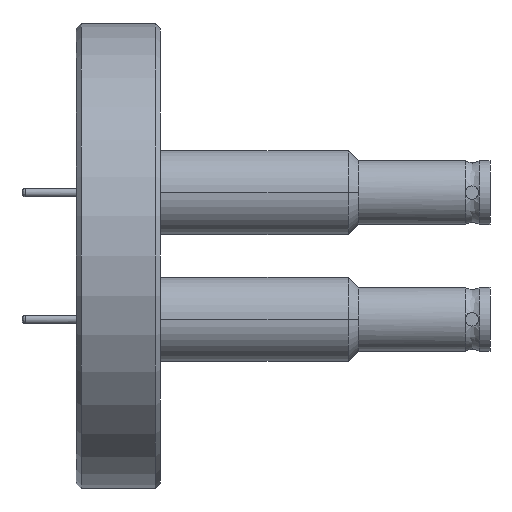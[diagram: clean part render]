
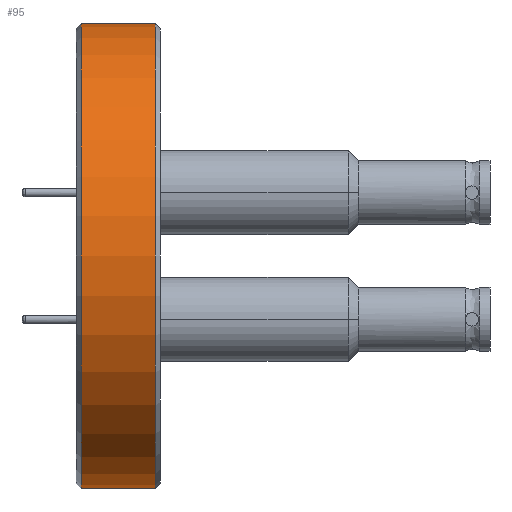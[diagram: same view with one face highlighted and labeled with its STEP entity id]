
A CAD part, left-side view. The second image highlights one B-rep face of the part: STEP entity #95.
In plain terms, the highlighted cylindrical face has radius 34.925 mm (diameter 69.85 mm), a partial arc.
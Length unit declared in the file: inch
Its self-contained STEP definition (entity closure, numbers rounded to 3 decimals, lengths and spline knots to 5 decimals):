
#95 = ADVANCED_FACE ( 'NONE', ( #384 ), #382, .T. ) ;
#381 = DIRECTION ( 'NONE',  ( 0., 0., 1. ) ) ;
#382 = CYLINDRICAL_SURFACE ( 'NONE', #4681, 1.375 ) ;
#383 = CARTESIAN_POINT ( 'NONE',  ( 0., 0., 0. ) ) ;
#384 = FACE_OUTER_BOUND ( 'NONE', #4089, .T. ) ;
#409 = DIRECTION ( 'NONE',  ( 0., 1., 0. ) ) ;
#819 = EDGE_CURVE ( 'NONE', #4424, #4160, #2772, .T. ) ;
#846 = EDGE_CURVE ( 'NONE', #4412, #4140, #2860, .T. ) ;
#1569 = EDGE_CURVE ( 'NONE', #4424, #4412, #1734, .T. ) ;
#1652 = VECTOR ( 'NONE', #2780, 39.37008 ) ;
#1709 = AXIS2_PLACEMENT_3D ( 'NONE', #2163, #2164, #2165 ) ;
#1734 = CIRCLE ( 'NONE', #1709, 1.375 ) ;
#1739 = VECTOR ( 'NONE', #2862, 39.37008 ) ;
#2163 = CARTESIAN_POINT ( 'NONE',  ( 0., -1.14312, 0. ) ) ;
#2164 = DIRECTION ( 'NONE',  ( 0., 1., 0. ) ) ;
#2165 = DIRECTION ( 'NONE',  ( 0., 0., 1. ) ) ;
#2257 = CARTESIAN_POINT ( 'NONE',  ( 0., -0.70312, 0. ) ) ;
#2258 = DIRECTION ( 'NONE',  ( 0., 1., 0. ) ) ;
#2259 = DIRECTION ( 'NONE',  ( 0., 0., 1. ) ) ;
#2304 = CARTESIAN_POINT ( 'NONE',  ( 0., -0.70312, 1.375 ) ) ;
#2315 = CARTESIAN_POINT ( 'NONE',  ( 0., -0.70312, -1.375 ) ) ;
#2439 = EDGE_CURVE ( 'NONE', #4160, #4140, #6569, .T. ) ;
#2761 = CARTESIAN_POINT ( 'NONE',  ( 0., 0., -1.375 ) ) ;
#2772 = LINE ( 'NONE', #2761, #1652 ) ;
#2780 = DIRECTION ( 'NONE',  ( 0., 1., 0. ) ) ;
#2860 = LINE ( 'NONE', #2861, #1739 ) ;
#2861 = CARTESIAN_POINT ( 'NONE',  ( 0., 0., 1.375 ) ) ;
#2862 = DIRECTION ( 'NONE',  ( 0., 1., 0. ) ) ;
#3479 = CARTESIAN_POINT ( 'NONE',  ( 0., -1.14312, 1.375 ) ) ;
#3488 = CARTESIAN_POINT ( 'NONE',  ( 0., -1.14312, -1.375 ) ) ;
#4089 = EDGE_LOOP ( 'NONE', ( #6255, #6256, #6257, #6258 ) ) ;
#4140 = VERTEX_POINT ( 'NONE', #2304 ) ;
#4160 = VERTEX_POINT ( 'NONE', #2315 ) ;
#4412 = VERTEX_POINT ( 'NONE', #3479 ) ;
#4424 = VERTEX_POINT ( 'NONE', #3488 ) ;
#4681 = AXIS2_PLACEMENT_3D ( 'NONE', #383, #409, #381 ) ;
#6255 = ORIENTED_EDGE ( 'NONE', *, *, #819, .F. ) ;
#6256 = ORIENTED_EDGE ( 'NONE', *, *, #1569, .T. ) ;
#6257 = ORIENTED_EDGE ( 'NONE', *, *, #846, .T. ) ;
#6258 = ORIENTED_EDGE ( 'NONE', *, *, #2439, .F. ) ;
#6569 = CIRCLE ( 'NONE', #6671, 1.375 ) ;
#6671 = AXIS2_PLACEMENT_3D ( 'NONE', #2257, #2258, #2259 ) ;
